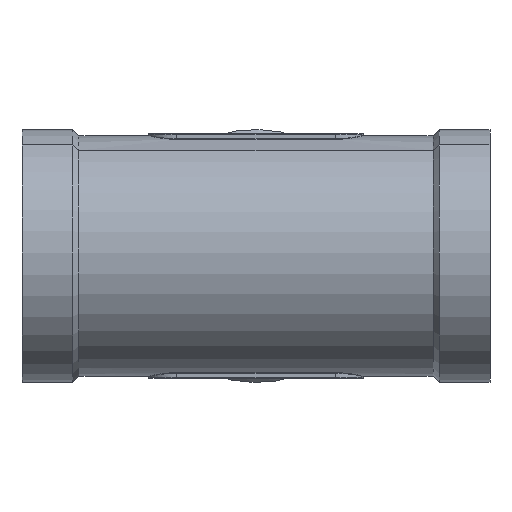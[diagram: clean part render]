
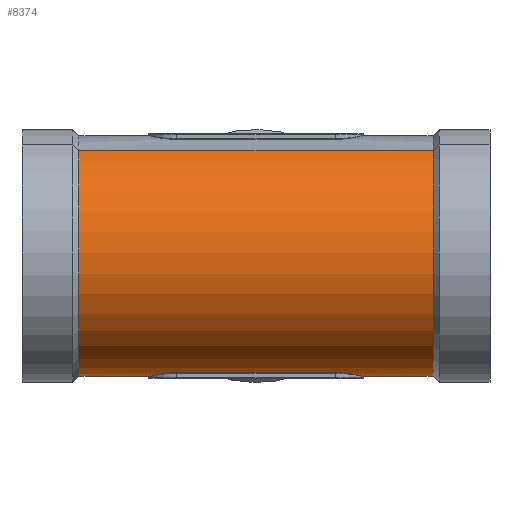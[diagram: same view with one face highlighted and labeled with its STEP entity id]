
A CAD part, left-side view. The second image highlights one B-rep face of the part: STEP entity #8374.
In plain terms, the highlighted cylindrical face has radius 19 mm (diameter 38 mm), a partial arc.
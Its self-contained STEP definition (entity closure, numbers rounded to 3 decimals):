
#114=CARTESIAN_POINT('Axis2P3D Location',(0.,-28.,0.)) ;
#118=CARTESIAN_POINT('Vertex',(-9.109,-28.,16.674)) ;
#120=CARTESIAN_POINT('Vertex',(9.109,-28.,-16.674)) ;
#149=CARTESIAN_POINT('Vertex',(-9.109,28.,16.674)) ;
#165=CARTESIAN_POINT('Vertex',(9.109,28.,-16.674)) ;
#168=CARTESIAN_POINT('Axis2P3D Location',(0.,28.,0.)) ;
#7569=CARTESIAN_POINT('Axis2P3D Location',(0.,18.5,0.)) ;
#7586=CARTESIAN_POINT('Vertex',(9.109,10.547,-16.674)) ;
#7589=CARTESIAN_POINT('Line Origine',(9.109,14.,-16.674)) ;
#7955=CARTESIAN_POINT('Line Origine',(9.109,14.,-16.674)) ;
#7959=CARTESIAN_POINT('Vertex',(9.109,-10.547,-16.674)) ;
#8258=CARTESIAN_POINT('Control Point',(4.576,5.298,-18.441)) ;
#8259=CARTESIAN_POINT('Control Point',(5.501,6.369,-18.211)) ;
#8260=CARTESIAN_POINT('Control Point',(6.419,7.433,-17.922)) ;
#8261=CARTESIAN_POINT('Control Point',(7.329,8.486,-17.571)) ;
#8262=CARTESIAN_POINT('Control Point',(8.227,9.526,-17.156)) ;
#8263=CARTESIAN_POINT('Control Point',(9.109,10.547,-16.674)) ;
#8264=CARTESIAN_POINT('Vertex',(4.576,5.298,-18.441)) ;
#8291=CARTESIAN_POINT('Control Point',(9.109,-10.547,-16.674)) ;
#8292=CARTESIAN_POINT('Control Point',(7.639,-8.845,-17.477)) ;
#8293=CARTESIAN_POINT('Control Point',(6.117,-7.083,-18.058)) ;
#8294=CARTESIAN_POINT('Control Point',(4.576,-5.298,-18.441)) ;
#8295=CARTESIAN_POINT('Vertex',(4.576,-5.298,-18.441)) ;
#8298=CARTESIAN_POINT('Line Origine',(-9.109,14.,16.674)) ;
#8303=CARTESIAN_POINT('Line Origine',(4.576,14.,-18.441)) ;
#8307=CARTESIAN_POINT('Vertex',(4.576,12.5,-18.441)) ;
#8311=CARTESIAN_POINT('Control Point',(-4.576,12.5,-18.441)) ;
#8312=CARTESIAN_POINT('Control Point',(-4.576,13.205,-18.441)) ;
#8313=CARTESIAN_POINT('Control Point',(-4.441,13.911,-18.474)) ;
#8314=CARTESIAN_POINT('Control Point',(-4.173,14.578,-18.541)) ;
#8315=CARTESIAN_POINT('Control Point',(-3.404,15.768,-18.709)) ;
#8316=CARTESIAN_POINT('Control Point',(-2.255,16.594,-18.88)) ;
#8317=CARTESIAN_POINT('Control Point',(-1.611,16.892,-18.95)) ;
#8318=CARTESIAN_POINT('Control Point',(-0.129,17.253,-19.036)) ;
#8319=CARTESIAN_POINT('Control Point',(1.384,16.998,-18.976)) ;
#8320=CARTESIAN_POINT('Control Point',(2.148,16.682,-18.898)) ;
#8321=CARTESIAN_POINT('Control Point',(3.388,15.811,-18.713)) ;
#8322=CARTESIAN_POINT('Control Point',(4.19,14.534,-18.537)) ;
#8323=CARTESIAN_POINT('Control Point',(4.447,13.88,-18.473)) ;
#8324=CARTESIAN_POINT('Control Point',(4.576,13.19,-18.441)) ;
#8325=CARTESIAN_POINT('Control Point',(4.576,12.5,-18.441)) ;
#8326=CARTESIAN_POINT('Vertex',(-4.576,12.5,-18.441)) ;
#8329=CARTESIAN_POINT('Line Origine',(-4.576,14.,-18.441)) ;
#8333=CARTESIAN_POINT('Vertex',(-4.576,-12.5,-18.441)) ;
#8337=CARTESIAN_POINT('Control Point',(4.576,-12.5,-18.441)) ;
#8338=CARTESIAN_POINT('Control Point',(4.576,-13.205,-18.441)) ;
#8339=CARTESIAN_POINT('Control Point',(4.441,-13.911,-18.474)) ;
#8340=CARTESIAN_POINT('Control Point',(4.173,-14.578,-18.541)) ;
#8341=CARTESIAN_POINT('Control Point',(3.404,-15.768,-18.709)) ;
#8342=CARTESIAN_POINT('Control Point',(2.255,-16.594,-18.88)) ;
#8343=CARTESIAN_POINT('Control Point',(1.611,-16.892,-18.95)) ;
#8344=CARTESIAN_POINT('Control Point',(0.129,-17.253,-19.036)) ;
#8345=CARTESIAN_POINT('Control Point',(-1.384,-16.998,-18.976)) ;
#8346=CARTESIAN_POINT('Control Point',(-2.148,-16.682,-18.898)) ;
#8347=CARTESIAN_POINT('Control Point',(-3.388,-15.811,-18.713)) ;
#8348=CARTESIAN_POINT('Control Point',(-4.19,-14.534,-18.537)) ;
#8349=CARTESIAN_POINT('Control Point',(-4.447,-13.88,-18.473)) ;
#8350=CARTESIAN_POINT('Control Point',(-4.576,-13.19,-18.441)) ;
#8351=CARTESIAN_POINT('Control Point',(-4.576,-12.5,-18.441)) ;
#8352=CARTESIAN_POINT('Vertex',(4.576,-12.5,-18.441)) ;
#8355=CARTESIAN_POINT('Line Origine',(4.576,14.,-18.441)) ;
#115=DIRECTION('Axis2P3D Direction',(0.,-1.,0.)) ;
#169=DIRECTION('Axis2P3D Direction',(0.,-1.,0.)) ;
#7570=DIRECTION('Axis2P3D Direction',(0.,-1.,-0.)) ;
#7571=DIRECTION('Axis2P3D XDirection',(-0.479,0.,0.878)) ;
#7590=DIRECTION('Vector Direction',(0.,-1.,0.)) ;
#7956=DIRECTION('Vector Direction',(0.,-1.,0.)) ;
#8299=DIRECTION('Vector Direction',(0.,-1.,0.)) ;
#8304=DIRECTION('Vector Direction',(0.,-1.,0.)) ;
#8330=DIRECTION('Vector Direction',(0.,-1.,0.)) ;
#8356=DIRECTION('Vector Direction',(0.,-1.,0.)) ;
#116=AXIS2_PLACEMENT_3D('Circle Axis2P3D',#114,#115,$) ;
#170=AXIS2_PLACEMENT_3D('Circle Axis2P3D',#168,#169,$) ;
#7572=AXIS2_PLACEMENT_3D('Cylinder Axis2P3D',#7569,#7570,#7571) ;
#8361=ORIENTED_EDGE('',*,*,#8297,.T.) ;
#8362=ORIENTED_EDGE('',*,*,#7961,.T.) ;
#8363=ORIENTED_EDGE('',*,*,#122,.F.) ;
#8364=ORIENTED_EDGE('',*,*,#8302,.F.) ;
#8365=ORIENTED_EDGE('',*,*,#172,.T.) ;
#8366=ORIENTED_EDGE('',*,*,#7593,.T.) ;
#8367=ORIENTED_EDGE('',*,*,#8266,.T.) ;
#8368=ORIENTED_EDGE('',*,*,#8309,.T.) ;
#8369=ORIENTED_EDGE('',*,*,#8328,.T.) ;
#8370=ORIENTED_EDGE('',*,*,#8335,.T.) ;
#8371=ORIENTED_EDGE('',*,*,#8354,.T.) ;
#8372=ORIENTED_EDGE('',*,*,#8359,.T.) ;
#7591=VECTOR('Line Direction',#7590,1.) ;
#7957=VECTOR('Line Direction',#7956,1.) ;
#8300=VECTOR('Line Direction',#8299,1.) ;
#8305=VECTOR('Line Direction',#8304,1.) ;
#8331=VECTOR('Line Direction',#8330,1.) ;
#8357=VECTOR('Line Direction',#8356,1.) ;
#8374=ADVANCED_FACE('Corps principal',(#8373),#7573,.T.) ;
#8257=B_SPLINE_CURVE_WITH_KNOTS('',5,(#8258,#8259,#8260,#8261,#8262,#8263),.UNSPECIFIED.,.F.,.U.,(6,6),(9.943,20.079),.UNSPECIFIED.) ;
#8290=B_SPLINE_CURVE_WITH_KNOTS('',3,(#8291,#8292,#8293,#8294),.UNSPECIFIED.,.F.,.U.,(4,4),(21.511,31.647),.UNSPECIFIED.) ;
#8310=B_SPLINE_CURVE_WITH_KNOTS('',5,(#8311,#8312,#8313,#8314,#8315,#8316,#8317,#8318,#8319,#8320,#8321,#8322,#8323,#8324,#8325),.UNSPECIFIED.,.F.,.U.,(6,3,3,3,6),(10.133,15.066,19.946,25.574,30.399),.UNSPECIFIED.) ;
#8336=B_SPLINE_CURVE_WITH_KNOTS('',5,(#8337,#8338,#8339,#8340,#8341,#8342,#8343,#8344,#8345,#8346,#8347,#8348,#8349,#8350,#8351),.UNSPECIFIED.,.F.,.U.,(6,3,3,3,6),(10.133,15.066,19.946,25.574,30.399),.UNSPECIFIED.) ;
#117=CIRCLE('generated circle',#116,19.) ;
#171=CIRCLE('generated circle',#170,19.) ;
#7573=CYLINDRICAL_SURFACE('generated cylinder',#7572,19.) ;
#122=EDGE_CURVE('',#119,#121,#117,.T.) ;
#172=EDGE_CURVE('',#150,#166,#171,.T.) ;
#7593=EDGE_CURVE('',#166,#7587,#7592,.T.) ;
#7961=EDGE_CURVE('',#7960,#121,#7958,.T.) ;
#8266=EDGE_CURVE('',#7587,#8265,#8257,.F.) ;
#8297=EDGE_CURVE('',#8296,#7960,#8290,.F.) ;
#8302=EDGE_CURVE('',#150,#119,#8301,.T.) ;
#8309=EDGE_CURVE('',#8265,#8308,#8306,.F.) ;
#8328=EDGE_CURVE('',#8308,#8327,#8310,.F.) ;
#8335=EDGE_CURVE('',#8327,#8334,#8332,.T.) ;
#8354=EDGE_CURVE('',#8334,#8353,#8336,.F.) ;
#8359=EDGE_CURVE('',#8353,#8296,#8358,.F.) ;
#8360=EDGE_LOOP('',(#8361,#8362,#8363,#8364,#8365,#8366,#8367,#8368,#8369,#8370,#8371,#8372)) ;
#8373=FACE_OUTER_BOUND('',#8360,.T.) ;
#7592=LINE('Line',#7589,#7591) ;
#7958=LINE('Line',#7955,#7957) ;
#8301=LINE('Line',#8298,#8300) ;
#8306=LINE('Line',#8303,#8305) ;
#8332=LINE('Line',#8329,#8331) ;
#8358=LINE('Line',#8355,#8357) ;
#119=VERTEX_POINT('',#118) ;
#121=VERTEX_POINT('',#120) ;
#150=VERTEX_POINT('',#149) ;
#166=VERTEX_POINT('',#165) ;
#7587=VERTEX_POINT('',#7586) ;
#7960=VERTEX_POINT('',#7959) ;
#8265=VERTEX_POINT('',#8264) ;
#8296=VERTEX_POINT('',#8295) ;
#8308=VERTEX_POINT('',#8307) ;
#8327=VERTEX_POINT('',#8326) ;
#8334=VERTEX_POINT('',#8333) ;
#8353=VERTEX_POINT('',#8352) ;
